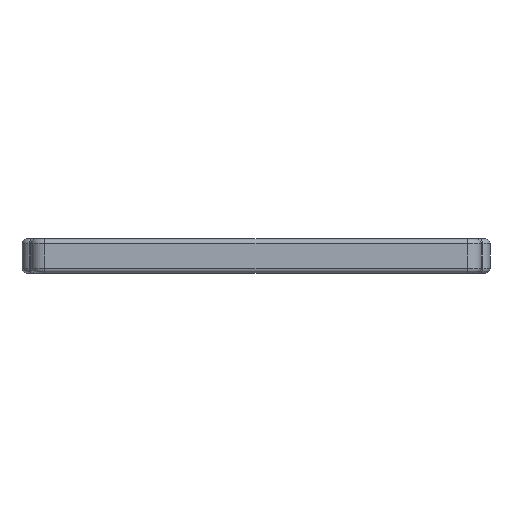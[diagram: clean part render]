
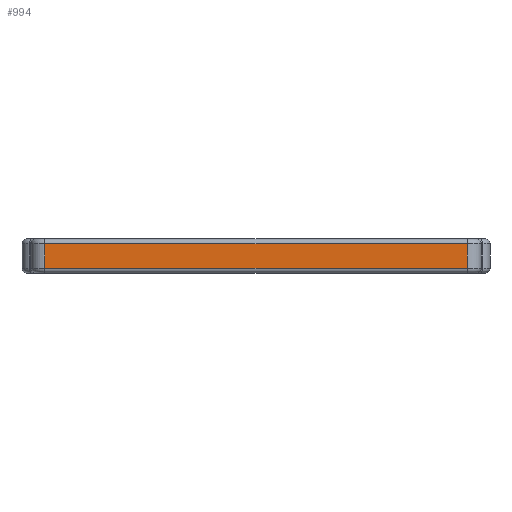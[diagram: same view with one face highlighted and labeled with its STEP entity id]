
A CAD part, front view. The second image highlights one B-rep face of the part: STEP entity #994.
In plain terms, the highlighted planar face has unit normal (0, -1, 0).
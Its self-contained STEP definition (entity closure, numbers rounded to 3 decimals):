
#955=CARTESIAN_POINT('',(0.,-43.109,-3.));
#956=DIRECTION('',(0.,-1.,0.));
#957=DIRECTION('',(0.,0.,-1.));
#958=AXIS2_PLACEMENT_3D('',#955,#956,#957);
#959=PLANE('',#958);
#960=CARTESIAN_POINT('',(-112.8,-43.109,1.3));
#961=VERTEX_POINT('',#960);
#962=CARTESIAN_POINT('',(-112.8,-43.109,14.5));
#963=VERTEX_POINT('',#962);
#964=CARTESIAN_POINT('',(-112.8,-43.109,1.3));
#965=DIRECTION('',(0.,0.,1.));
#966=VECTOR('',#965,13.2);
#967=LINE('',#964,#966);
#968=EDGE_CURVE('',#961,#963,#967,.T.);
#969=ORIENTED_EDGE('',*,*,#968,.F.);
#970=CARTESIAN_POINT('',(112.8,-43.109,1.3));
#971=VERTEX_POINT('',#970);
#972=CARTESIAN_POINT('',(-112.8,-43.109,1.3));
#973=DIRECTION('',(1.,0.,-0.));
#974=VECTOR('',#973,225.6);
#975=LINE('',#972,#974);
#976=EDGE_CURVE('',#961,#971,#975,.T.);
#977=ORIENTED_EDGE('',*,*,#976,.T.);
#978=CARTESIAN_POINT('',(112.8,-43.109,14.5));
#979=VERTEX_POINT('',#978);
#980=CARTESIAN_POINT('',(112.8,-43.109,1.3));
#981=DIRECTION('',(-0.,-0.,1.));
#982=VECTOR('',#981,13.2);
#983=LINE('',#980,#982);
#984=EDGE_CURVE('',#971,#979,#983,.T.);
#985=ORIENTED_EDGE('',*,*,#984,.T.);
#986=CARTESIAN_POINT('',(112.8,-43.109,14.5));
#987=DIRECTION('',(-1.,-0.,0.));
#988=VECTOR('',#987,225.6);
#989=LINE('',#986,#988);
#990=EDGE_CURVE('',#979,#963,#989,.T.);
#991=ORIENTED_EDGE('',*,*,#990,.T.);
#992=EDGE_LOOP('',(#969,#977,#985,#991));
#993=FACE_BOUND('',#992,.T.);
#994=ADVANCED_FACE('',(#993),#959,.T.);
